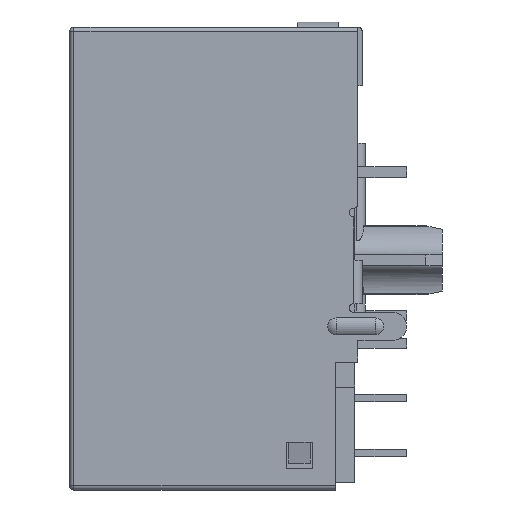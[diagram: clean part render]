
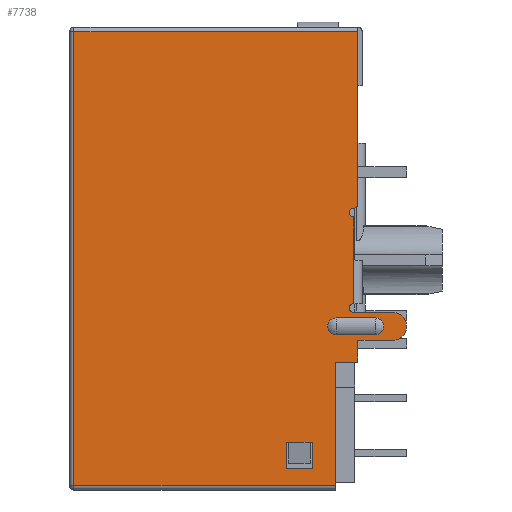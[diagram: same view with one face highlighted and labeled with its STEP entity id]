
A CAD part, left-side view. The second image highlights one B-rep face of the part: STEP entity #7738.
In plain terms, the highlighted planar face has unit normal (-1, 0, 0).
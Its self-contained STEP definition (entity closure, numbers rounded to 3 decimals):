
#38=FACE_BOUND('',#1024,.T.);
#39=FACE_BOUND('',#1025,.T.);
#243=CIRCLE('',#8316,0.387);
#244=CIRCLE('',#8318,0.65);
#248=CIRCLE('',#8328,0.2);
#249=CIRCLE('',#8329,0.2);
#250=CIRCLE('',#8330,0.2);
#251=CIRCLE('',#8331,0.387);
#576=FACE_OUTER_BOUND('',#1023,.T.);
#1023=EDGE_LOOP('',(#5967,#5968,#5969,#5970,#5971,#5972,#5973,#5974,#5975,
#5976,#5977,#5978,#5979,#5980,#5981));
#1024=EDGE_LOOP('',(#5982,#5983,#5984,#5985));
#1025=EDGE_LOOP('',(#5986,#5987,#5988,#5989,#5990,#5991));
#1667=LINE('',#11804,#2602);
#1726=LINE('',#11957,#2661);
#1728=LINE('',#11961,#2663);
#1735=LINE('',#11979,#2670);
#1738=LINE('',#11984,#2673);
#1739=LINE('',#11987,#2674);
#1740=LINE('',#11992,#2675);
#1741=LINE('',#11994,#2676);
#1742=LINE('',#11996,#2677);
#1743=LINE('',#11998,#2678);
#1744=LINE('',#11999,#2679);
#1745=LINE('',#12001,#2680);
#1746=LINE('',#12003,#2681);
#1747=LINE('',#12007,#2682);
#1748=LINE('',#12009,#2683);
#1749=LINE('',#12011,#2684);
#1750=LINE('',#12013,#2685);
#1751=LINE('',#12015,#2686);
#1752=LINE('',#12016,#2687);
#2602=VECTOR('',#9586,7.95);
#2661=VECTOR('',#9717,1.6);
#2663=VECTOR('',#9721,1.);
#2670=VECTOR('',#9738,2.);
#2673=VECTOR('',#9743,1.8);
#2674=VECTOR('',#9746,2.);
#2675=VECTOR('',#9751,13.1);
#2676=VECTOR('',#9752,20.95);
#2677=VECTOR('',#9753,12.05);
#2678=VECTOR('',#9754,5.7);
#2679=VECTOR('',#9755,1.05);
#2680=VECTOR('',#9756,1.8);
#2681=VECTOR('',#9757,1.8);
#2682=VECTOR('',#9760,1.2);
#2683=VECTOR('',#9761,0.1);
#2684=VECTOR('',#9762,1.);
#2685=VECTOR('',#9763,0.1);
#2686=VECTOR('',#9764,1.2);
#2687=VECTOR('',#9765,1.2);
#3427=VERTEX_POINT('',#11801);
#3428=VERTEX_POINT('',#11803);
#3479=VERTEX_POINT('',#11940);
#3480=VERTEX_POINT('',#11941);
#3482=VERTEX_POINT('',#11946);
#3483=VERTEX_POINT('',#11948);
#3486=VERTEX_POINT('',#11956);
#3487=VERTEX_POINT('',#11960);
#3492=VERTEX_POINT('',#11977);
#3493=VERTEX_POINT('',#11978);
#3494=VERTEX_POINT('',#11983);
#3495=VERTEX_POINT('',#11985);
#3496=VERTEX_POINT('',#11988);
#3497=VERTEX_POINT('',#11991);
#3498=VERTEX_POINT('',#11993);
#3499=VERTEX_POINT('',#11995);
#3500=VERTEX_POINT('',#11997);
#3501=VERTEX_POINT('',#12000);
#3502=VERTEX_POINT('',#12002);
#3503=VERTEX_POINT('',#12005);
#3504=VERTEX_POINT('',#12006);
#3505=VERTEX_POINT('',#12008);
#3506=VERTEX_POINT('',#12010);
#3507=VERTEX_POINT('',#12012);
#3508=VERTEX_POINT('',#12014);
#4301=EDGE_CURVE('',#3428,#3427,#1667,.T.);
#4370=EDGE_CURVE('',#3480,#3479,#243,.T.);
#4372=EDGE_CURVE('',#3483,#3482,#244,.F.);
#4376=EDGE_CURVE('',#3486,#3483,#1726,.F.);
#4378=EDGE_CURVE('',#3487,#3486,#1728,.T.);
#4387=EDGE_CURVE('',#3492,#3493,#1735,.T.);
#4390=EDGE_CURVE('',#3482,#3494,#1738,.T.);
#4391=EDGE_CURVE('',#3494,#3495,#248,.T.);
#4392=EDGE_CURVE('',#3495,#3492,#1739,.T.);
#4393=EDGE_CURVE('',#3493,#3496,#249,.T.);
#4394=EDGE_CURVE('',#3496,#3428,#250,.F.);
#4395=EDGE_CURVE('',#3427,#3497,#1740,.T.);
#4396=EDGE_CURVE('',#3498,#3497,#1741,.F.);
#4397=EDGE_CURVE('',#3498,#3499,#1742,.F.);
#4398=EDGE_CURVE('',#3499,#3500,#1743,.T.);
#4399=EDGE_CURVE('',#3500,#3487,#1744,.F.);
#4400=EDGE_CURVE('',#3501,#3480,#1745,.F.);
#4401=EDGE_CURVE('',#3479,#3502,#1746,.T.);
#4402=EDGE_CURVE('',#3502,#3501,#251,.T.);
#4403=EDGE_CURVE('',#3503,#3504,#1747,.T.);
#4404=EDGE_CURVE('',#3504,#3505,#1748,.F.);
#4405=EDGE_CURVE('',#3505,#3506,#1749,.F.);
#4406=EDGE_CURVE('',#3506,#3507,#1750,.F.);
#4407=EDGE_CURVE('',#3507,#3508,#1751,.F.);
#4408=EDGE_CURVE('',#3508,#3503,#1752,.T.);
#5967=ORIENTED_EDGE('',*,*,#4390,.T.);
#5968=ORIENTED_EDGE('',*,*,#4391,.T.);
#5969=ORIENTED_EDGE('',*,*,#4392,.T.);
#5970=ORIENTED_EDGE('',*,*,#4387,.T.);
#5971=ORIENTED_EDGE('',*,*,#4393,.T.);
#5972=ORIENTED_EDGE('',*,*,#4394,.T.);
#5973=ORIENTED_EDGE('',*,*,#4301,.T.);
#5974=ORIENTED_EDGE('',*,*,#4395,.T.);
#5975=ORIENTED_EDGE('',*,*,#4396,.F.);
#5976=ORIENTED_EDGE('',*,*,#4397,.T.);
#5977=ORIENTED_EDGE('',*,*,#4398,.T.);
#5978=ORIENTED_EDGE('',*,*,#4399,.T.);
#5979=ORIENTED_EDGE('',*,*,#4378,.T.);
#5980=ORIENTED_EDGE('',*,*,#4376,.T.);
#5981=ORIENTED_EDGE('',*,*,#4372,.T.);
#5982=ORIENTED_EDGE('',*,*,#4400,.T.);
#5983=ORIENTED_EDGE('',*,*,#4370,.T.);
#5984=ORIENTED_EDGE('',*,*,#4401,.T.);
#5985=ORIENTED_EDGE('',*,*,#4402,.T.);
#5986=ORIENTED_EDGE('',*,*,#4403,.T.);
#5987=ORIENTED_EDGE('',*,*,#4404,.T.);
#5988=ORIENTED_EDGE('',*,*,#4405,.T.);
#5989=ORIENTED_EDGE('',*,*,#4406,.T.);
#5990=ORIENTED_EDGE('',*,*,#4407,.T.);
#5991=ORIENTED_EDGE('',*,*,#4408,.T.);
#7335=PLANE('',#8327);
#7738=ADVANCED_FACE('',(#576,#38,#39),#7335,.T.);
#8316=AXIS2_PLACEMENT_3D('',#11943,#9704,#9705);
#8318=AXIS2_PLACEMENT_3D('',#11949,#9709,#9710);
#8327=AXIS2_PLACEMENT_3D('',#11982,#9741,#9742);
#8328=AXIS2_PLACEMENT_3D('',#11986,#9744,#9745);
#8329=AXIS2_PLACEMENT_3D('',#11989,#9747,#9748);
#8330=AXIS2_PLACEMENT_3D('',#11990,#9749,#9750);
#8331=AXIS2_PLACEMENT_3D('',#12004,#9758,#9759);
#9586=DIRECTION('',(0.,0.,1.));
#9704=DIRECTION('center_axis',(1.,0.,0.));
#9705=DIRECTION('ref_axis',(0.,0.,-1.));
#9709=DIRECTION('center_axis',(1.,0.,0.));
#9710=DIRECTION('ref_axis',(0.,0.,-1.));
#9717=DIRECTION('',(0.,1.,0.));
#9721=DIRECTION('',(0.,0.,1.));
#9738=DIRECTION('',(0.,0.,1.));
#9741=DIRECTION('center_axis',(-1.,0.,0.));
#9742=DIRECTION('ref_axis',(0.,0.,1.));
#9743=DIRECTION('',(0.,1.,0.));
#9744=DIRECTION('center_axis',(1.,0.,0.));
#9745=DIRECTION('ref_axis',(0.,0.,-1.));
#9746=DIRECTION('',(0.,0.,1.));
#9747=DIRECTION('center_axis',(1.,0.,0.));
#9748=DIRECTION('ref_axis',(0.,0.,-1.));
#9749=DIRECTION('center_axis',(1.,0.,0.));
#9750=DIRECTION('ref_axis',(0.,0.,-1.));
#9751=DIRECTION('',(0.,1.,0.));
#9752=DIRECTION('',(0.,0.,-1.));
#9753=DIRECTION('',(0.,1.,0.));
#9754=DIRECTION('',(0.,0.,1.));
#9755=DIRECTION('',(0.,1.,0.));
#9756=DIRECTION('',(0.,1.,0.));
#9757=DIRECTION('',(0.,1.,0.));
#9758=DIRECTION('center_axis',(1.,0.,0.));
#9759=DIRECTION('ref_axis',(0.,0.,-1.));
#9760=DIRECTION('',(0.,0.,1.));
#9761=DIRECTION('',(0.,1.,0.));
#9762=DIRECTION('',(0.,1.,0.));
#9763=DIRECTION('',(0.,1.,0.));
#9764=DIRECTION('',(0.,0.,1.));
#9765=DIRECTION('',(0.,1.,0.));
#11801=CARTESIAN_POINT('',(-7.95,-6.55,-0.2));
#11803=CARTESIAN_POINT('',(-7.95,-6.55,-8.15));
#11804=CARTESIAN_POINT('',(-7.95,-6.55,-8.15));
#11940=CARTESIAN_POINT('',(-7.95,-7.35,-14.187));
#11941=CARTESIAN_POINT('',(-7.95,-7.35,-13.413));
#11943=CARTESIAN_POINT('Origin',(-7.95,-7.35,-13.8));
#11946=CARTESIAN_POINT('',(-7.95,-8.15,-13.15));
#11948=CARTESIAN_POINT('',(-7.95,-8.15,-14.45));
#11949=CARTESIAN_POINT('Origin',(-7.95,-8.15,-13.8));
#11956=CARTESIAN_POINT('',(-7.95,-6.55,-14.45));
#11957=CARTESIAN_POINT('',(-7.95,-8.15,-14.45));
#11960=CARTESIAN_POINT('',(-7.95,-6.55,-15.45));
#11961=CARTESIAN_POINT('',(-7.95,-6.55,-15.45));
#11977=CARTESIAN_POINT('',(-7.95,-6.35,-10.75));
#11978=CARTESIAN_POINT('',(-7.95,-6.35,-8.75));
#11979=CARTESIAN_POINT('',(-7.95,-6.35,-10.75));
#11982=CARTESIAN_POINT('Origin',(-7.95,6.75,0.));
#11983=CARTESIAN_POINT('',(-7.95,-6.35,-13.15));
#11984=CARTESIAN_POINT('',(-7.95,-8.15,-13.15));
#11985=CARTESIAN_POINT('',(-7.95,-6.35,-12.75));
#11986=CARTESIAN_POINT('Origin',(-7.95,-6.35,-12.95));
#11987=CARTESIAN_POINT('',(-7.95,-6.35,-12.75));
#11988=CARTESIAN_POINT('',(-7.95,-6.35,-8.35));
#11989=CARTESIAN_POINT('Origin',(-7.95,-6.35,-8.55));
#11990=CARTESIAN_POINT('Origin',(-7.95,-6.35,-8.15));
#11991=CARTESIAN_POINT('',(-7.95,6.55,-0.2));
#11992=CARTESIAN_POINT('',(-7.95,-6.55,-0.2));
#11993=CARTESIAN_POINT('',(-7.95,6.55,-21.15));
#11994=CARTESIAN_POINT('',(-7.95,6.55,-0.2));
#11995=CARTESIAN_POINT('',(-7.95,-5.5,-21.15));
#11996=CARTESIAN_POINT('',(-7.95,-5.5,-21.15));
#11997=CARTESIAN_POINT('',(-7.95,-5.5,-15.45));
#11998=CARTESIAN_POINT('',(-7.95,-5.5,-21.15));
#11999=CARTESIAN_POINT('',(-7.95,-6.55,-15.45));
#12000=CARTESIAN_POINT('',(-7.95,-5.55,-13.413));
#12001=CARTESIAN_POINT('',(-7.95,-7.35,-13.413));
#12002=CARTESIAN_POINT('',(-7.95,-5.55,-14.187));
#12003=CARTESIAN_POINT('',(-7.95,-7.35,-14.187));
#12004=CARTESIAN_POINT('Origin',(-7.95,-5.55,-13.8));
#12005=CARTESIAN_POINT('',(-7.95,-3.25,-20.35));
#12006=CARTESIAN_POINT('',(-7.95,-3.25,-19.15));
#12007=CARTESIAN_POINT('',(-7.95,-3.25,-20.35));
#12008=CARTESIAN_POINT('',(-7.95,-3.35,-19.15));
#12009=CARTESIAN_POINT('',(-7.95,-3.35,-19.15));
#12010=CARTESIAN_POINT('',(-7.95,-4.35,-19.15));
#12011=CARTESIAN_POINT('',(-7.95,-4.35,-19.15));
#12012=CARTESIAN_POINT('',(-7.95,-4.45,-19.15));
#12013=CARTESIAN_POINT('',(-7.95,-4.45,-19.15));
#12014=CARTESIAN_POINT('',(-7.95,-4.45,-20.35));
#12015=CARTESIAN_POINT('',(-7.95,-4.45,-20.35));
#12016=CARTESIAN_POINT('',(-7.95,-4.45,-20.35));
